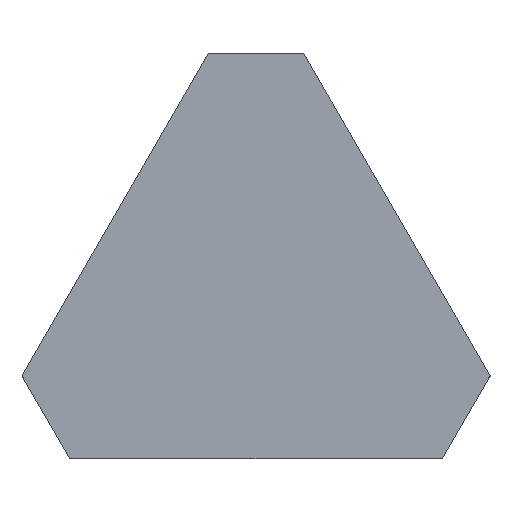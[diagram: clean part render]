
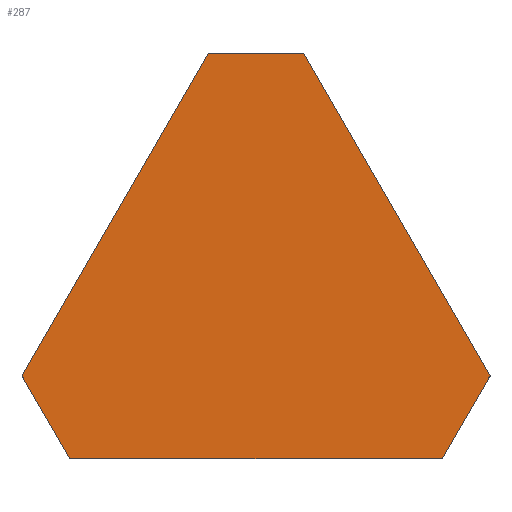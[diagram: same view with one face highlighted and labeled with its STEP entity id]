
A CAD part, top view. The second image highlights one B-rep face of the part: STEP entity #287.
In plain terms, the highlighted planar face has unit normal (0, 0, 1).
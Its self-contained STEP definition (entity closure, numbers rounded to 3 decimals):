
#24 = EDGE_CURVE ( 'NONE', #250, #829, #64, .T. ) ;
#26 = DIRECTION ( 'NONE',  ( -0.5, 0.866, 0. ) ) ;
#57 = DIRECTION ( 'NONE',  ( -0.5, 0.866, 0. ) ) ;
#63 = VECTOR ( 'NONE', #57, 1000. ) ;
#64 = LINE ( 'NONE', #649, #63 ) ;
#73 = CARTESIAN_POINT ( 'NONE',  ( -41.863, -72.508, 5. ) ) ;
#100 = FACE_OUTER_BOUND ( 'NONE', #600, .T. ) ;
#106 = PLANE ( 'NONE',  #529 ) ;
#112 = CARTESIAN_POINT ( 'NONE',  ( 0., 0., 5. ) ) ;
#137 = DIRECTION ( 'NONE',  ( 1., 0., 0. ) ) ;
#173 = ORIENTED_EDGE ( 'NONE', *, *, #944, .T. ) ;
#192 = ORIENTED_EDGE ( 'NONE', *, *, #742, .T. ) ;
#235 = DIRECTION ( 'NONE',  ( -0.5, -0.866, 0. ) ) ;
#250 = VERTEX_POINT ( 'NONE', #496 ) ;
#287 = ADVANCED_FACE ( 'NONE', ( #100 ), #106, .T. ) ;
#296 = VECTOR ( 'NONE', #417, 1000. ) ;
#303 = VECTOR ( 'NONE', #26, 1000. ) ;
#363 = CARTESIAN_POINT ( 'NONE',  ( 8.537, -14.787, 5. ) ) ;
#395 = LINE ( 'NONE', #843, #303 ) ;
#401 = CARTESIAN_POINT ( 'NONE',  ( -8.537, -14.787, 5. ) ) ;
#409 = CARTESIAN_POINT ( 'NONE',  ( 0., 0., 5. ) ) ;
#414 = LINE ( 'NONE', #773, #891 ) ;
#417 = DIRECTION ( 'NONE',  ( -0.5, -0.866, 0. ) ) ;
#430 = VERTEX_POINT ( 'NONE', #73 ) ;
#448 = VERTEX_POINT ( 'NONE', #456 ) ;
#453 = EDGE_CURVE ( 'NONE', #250, #448, #535, .T. ) ;
#456 = CARTESIAN_POINT ( 'NONE',  ( 33.326, -87.295, 5. ) ) ;
#496 = CARTESIAN_POINT ( 'NONE',  ( 41.863, -72.508, 5. ) ) ;
#524 = CARTESIAN_POINT ( 'NONE',  ( 62.794, -36.254, 5. ) ) ;
#529 = AXIS2_PLACEMENT_3D ( 'NONE', #409, #889, #137 ) ;
#535 = LINE ( 'NONE', #524, #868 ) ;
#562 = ORIENTED_EDGE ( 'NONE', *, *, #453, .F. ) ;
#600 = EDGE_LOOP ( 'NONE', ( #846, #173, #613, #192, #562, #771 ) ) ;
#613 = ORIENTED_EDGE ( 'NONE', *, *, #616, .F. ) ;
#616 = EDGE_CURVE ( 'NONE', #630, #430, #395, .T. ) ;
#630 = VERTEX_POINT ( 'NONE', #924 ) ;
#631 = CARTESIAN_POINT ( 'NONE',  ( 0., -14.787, 5. ) ) ;
#648 = VECTOR ( 'NONE', #915, 1000. ) ;
#649 = CARTESIAN_POINT ( 'NONE',  ( 50.4, -87.295, 5. ) ) ;
#674 = EDGE_CURVE ( 'NONE', #770, #829, #853, .T. ) ;
#742 = EDGE_CURVE ( 'NONE', #630, #448, #414, .T. ) ;
#767 = DIRECTION ( 'NONE',  ( 1., 0., 0. ) ) ;
#770 = VERTEX_POINT ( 'NONE', #401 ) ;
#771 = ORIENTED_EDGE ( 'NONE', *, *, #24, .T. ) ;
#773 = CARTESIAN_POINT ( 'NONE',  ( -50.4, -87.295, 5. ) ) ;
#782 = LINE ( 'NONE', #112, #296 ) ;
#829 = VERTEX_POINT ( 'NONE', #363 ) ;
#843 = CARTESIAN_POINT ( 'NONE',  ( -62.794, -36.254, 5. ) ) ;
#846 = ORIENTED_EDGE ( 'NONE', *, *, #674, .F. ) ;
#853 = LINE ( 'NONE', #631, #648 ) ;
#868 = VECTOR ( 'NONE', #235, 1000. ) ;
#889 = DIRECTION ( 'NONE',  ( 0., 0., 1. ) ) ;
#891 = VECTOR ( 'NONE', #767, 1000. ) ;
#915 = DIRECTION ( 'NONE',  ( 1., 0., 0. ) ) ;
#924 = CARTESIAN_POINT ( 'NONE',  ( -33.326, -87.295, 5. ) ) ;
#944 = EDGE_CURVE ( 'NONE', #770, #430, #782, .T. ) ;
